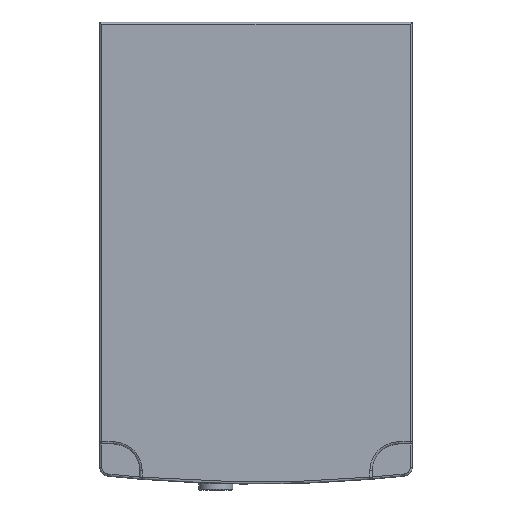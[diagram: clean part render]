
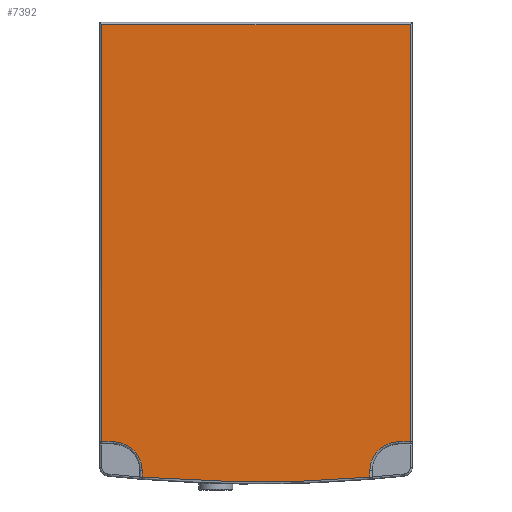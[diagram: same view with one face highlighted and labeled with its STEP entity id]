
A CAD part, front view. The second image highlights one B-rep face of the part: STEP entity #7392.
In plain terms, the highlighted planar face has unit normal (0, -1, 0).
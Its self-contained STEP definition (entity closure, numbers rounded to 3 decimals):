
#1681=DIRECTION('',(0.,0.,1.));
#1682=VECTOR('',#1681,46.7);
#1683=CARTESIAN_POINT('',(17.25,0.,-21.1));
#1684=LINE('',#1683,#1682);
#1685=DIRECTION('',(1.,0.,0.));
#1686=VECTOR('',#1685,1.25);
#1687=CARTESIAN_POINT('',(16.,0.,-21.1));
#1688=LINE('',#1687,#1686);
#1689=CARTESIAN_POINT('',(16.,0.,-24.35));
#1690=DIRECTION('',(0.,1.,0.));
#1691=DIRECTION('',(-1.,0.,0.));
#1692=AXIS2_PLACEMENT_3D('',#1689,#1690,#1691);
#1694=DIRECTION('',(0.,0.,1.));
#1695=VECTOR('',#1694,0.714);
#1696=CARTESIAN_POINT('',(12.75,0.,-25.064));
#1697=LINE('',#1696,#1695);
#1698=CARTESIAN_POINT('',(-12.75,0.,-25.065));
#1699=CARTESIAN_POINT('',(-10.959,0.,-25.213));
#1700=CARTESIAN_POINT('',(-7.175,0.,-25.463));
#1701=CARTESIAN_POINT('',(-0.866,0.,-25.637));
#1702=CARTESIAN_POINT('',(6.,0.,-25.525));
#1703=CARTESIAN_POINT('',(10.489,0.,-25.251));
#1704=CARTESIAN_POINT('',(12.75,0.,-25.064));
#1706=DIRECTION('',(0.,0.,-1.));
#1707=VECTOR('',#1706,0.715);
#1708=CARTESIAN_POINT('',(-12.75,0.,-24.35));
#1709=LINE('',#1708,#1707);
#1710=CARTESIAN_POINT('',(-16.,0.,-24.35));
#1711=DIRECTION('',(0.,1.,0.));
#1712=DIRECTION('',(0.,0.,1.));
#1713=AXIS2_PLACEMENT_3D('',#1710,#1711,#1712);
#1715=DIRECTION('',(1.,0.,0.));
#1716=VECTOR('',#1715,1.25);
#1717=CARTESIAN_POINT('',(-17.25,0.,-21.1));
#1718=LINE('',#1717,#1716);
#1719=DIRECTION('',(0.,0.,-1.));
#1720=VECTOR('',#1719,46.7);
#1721=CARTESIAN_POINT('',(-17.25,0.,25.6));
#1722=LINE('',#1721,#1720);
#1723=DIRECTION('',(-1.,0.,0.));
#1724=VECTOR('',#1723,34.5);
#1725=CARTESIAN_POINT('',(17.25,0.,25.6));
#1726=LINE('',#1725,#1724);
#4079=CARTESIAN_POINT('',(17.25,0.,-21.1));
#4080=CARTESIAN_POINT('',(17.25,0.,25.6));
#4081=VERTEX_POINT('',#4079);
#4082=VERTEX_POINT('',#4080);
#4089=VERTEX_POINT('',#1698);
#4090=VERTEX_POINT('',#1704);
#4095=CARTESIAN_POINT('',(-17.25,0.,25.6));
#4096=CARTESIAN_POINT('',(-17.25,0.,-21.1));
#4097=VERTEX_POINT('',#4095);
#4098=VERTEX_POINT('',#4096);
#4109=CARTESIAN_POINT('',(12.75,0.,-24.35));
#4110=VERTEX_POINT('',#4109);
#4115=CARTESIAN_POINT('',(16.,0.,-21.1));
#4116=VERTEX_POINT('',#4115);
#4142=CARTESIAN_POINT('',(-12.75,0.,-24.35));
#4143=VERTEX_POINT('',#4142);
#4144=CARTESIAN_POINT('',(-16.,0.,-21.1));
#4145=VERTEX_POINT('',#4144);
#7367=CARTESIAN_POINT('',(0.,0.,0.));
#7368=DIRECTION('',(0.,1.,0.));
#7369=DIRECTION('',(1.,0.,0.));
#7370=AXIS2_PLACEMENT_3D('',#7367,#7368,#7369);
#7371=PLANE('',#7370);
#7373=ORIENTED_EDGE('',*,*,#7372,.F.);
#7375=ORIENTED_EDGE('',*,*,#7374,.F.);
#7377=ORIENTED_EDGE('',*,*,#7376,.F.);
#7379=ORIENTED_EDGE('',*,*,#7378,.F.);
#7381=ORIENTED_EDGE('',*,*,#7380,.F.);
#7383=ORIENTED_EDGE('',*,*,#7382,.F.);
#7385=ORIENTED_EDGE('',*,*,#7384,.F.);
#7387=ORIENTED_EDGE('',*,*,#7386,.F.);
#7388=ORIENTED_EDGE('',*,*,#7346,.F.);
#7389=ORIENTED_EDGE('',*,*,#7358,.F.);
#7390=EDGE_LOOP('',(#7373,#7375,#7377,#7379,#7381,#7383,#7385,#7387,#7388,
#7389));
#7391=FACE_OUTER_BOUND('',#7390,.F.);
#1693=CIRCLE('',#1692,3.25);
#1705=B_SPLINE_CURVE_WITH_KNOTS('',3,(#1698,#1699,#1700,#1701,#1702,#1703,
#1704),.UNSPECIFIED.,.F.,.F.,(4,1,1,1,4),(0.,0.25,0.5,0.75,1.),
.UNSPECIFIED.);
#1714=CIRCLE('',#1713,3.25);
#7346=EDGE_CURVE('',#4097,#4098,#1722,.T.);
#7358=EDGE_CURVE('',#4082,#4097,#1726,.T.);
#7372=EDGE_CURVE('',#4081,#4082,#1684,.T.);
#7374=EDGE_CURVE('',#4116,#4081,#1688,.T.);
#7376=EDGE_CURVE('',#4110,#4116,#1693,.T.);
#7378=EDGE_CURVE('',#4090,#4110,#1697,.T.);
#7380=EDGE_CURVE('',#4089,#4090,#1705,.T.);
#7382=EDGE_CURVE('',#4143,#4089,#1709,.T.);
#7384=EDGE_CURVE('',#4145,#4143,#1714,.T.);
#7386=EDGE_CURVE('',#4098,#4145,#1718,.T.);
#7392=ADVANCED_FACE('',(#7391),#7371,.F.);
